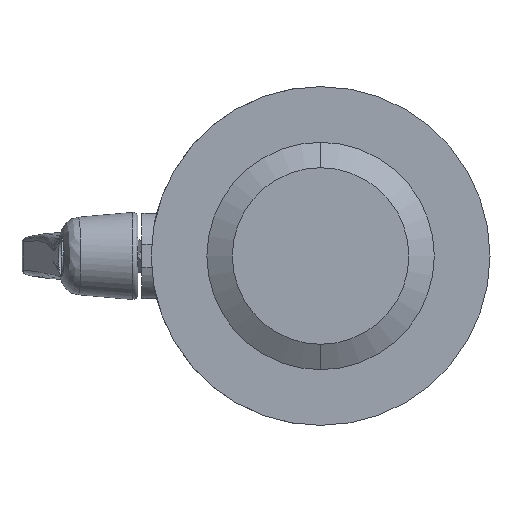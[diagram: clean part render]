
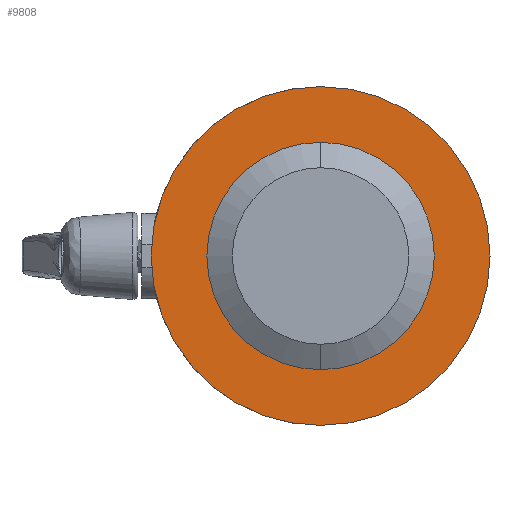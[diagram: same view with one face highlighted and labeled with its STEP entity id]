
A CAD part, left-side view. The second image highlights one B-rep face of the part: STEP entity #9808.
In plain terms, the highlighted planar face has unit normal (-1, 0, 0).
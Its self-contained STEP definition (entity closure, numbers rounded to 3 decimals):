
#6625 = CARTESIAN_POINT ( 'NONE',  ( -46., 0., 49. ) ) ;
#6655 = CARTESIAN_POINT ( 'NONE',  ( -46., 0., -49. ) ) ;
#6804 = AXIS2_PLACEMENT_3D ( 'NONE', #6841, #6840, #6839 ) ;
#6810 = CIRCLE ( 'NONE', #6804, 49. ) ;
#6827 = CARTESIAN_POINT ( 'NONE',  ( -46., 0., -73. ) ) ;
#6839 = DIRECTION ( 'NONE',  ( 0., 0., 1. ) ) ;
#6840 = DIRECTION ( 'NONE',  ( -1., 0., 0. ) ) ;
#6841 = CARTESIAN_POINT ( 'NONE',  ( -46., 0., 0. ) ) ;
#6887 = CARTESIAN_POINT ( 'NONE',  ( -46., 0., 0. ) ) ;
#6893 = CIRCLE ( 'NONE', #6937, 73. ) ;
#6935 = DIRECTION ( 'NONE',  ( 0., 0., 1. ) ) ;
#6936 = DIRECTION ( 'NONE',  ( -1., 0., 0. ) ) ;
#6937 = AXIS2_PLACEMENT_3D ( 'NONE', #6887, #6936, #6935 ) ;
#6955 = CARTESIAN_POINT ( 'NONE',  ( -46., 0., 73. ) ) ;
#7314 = CARTESIAN_POINT ( 'NONE',  ( -46., 0., 0. ) ) ;
#7332 = DIRECTION ( 'NONE',  ( -1., 0., 0. ) ) ;
#7367 = CIRCLE ( 'NONE', #7371, 73. ) ;
#7371 = AXIS2_PLACEMENT_3D ( 'NONE', #7314, #7332, #7373 ) ;
#7373 = DIRECTION ( 'NONE',  ( 0., 0., 1. ) ) ;
#7441 = CARTESIAN_POINT ( 'NONE',  ( -46., 0., 0. ) ) ;
#7442 = CIRCLE ( 'NONE', #7497, 49. ) ;
#7449 = PLANE ( 'NONE',  #7489 ) ;
#7478 = DIRECTION ( 'NONE',  ( 0., 0., -1. ) ) ;
#7488 = FACE_OUTER_BOUND ( 'NONE', #9807, .T. ) ;
#7489 = AXIS2_PLACEMENT_3D ( 'NONE', #7490, #7492, #7478 ) ;
#7490 = CARTESIAN_POINT ( 'NONE',  ( -46., 0., -73. ) ) ;
#7492 = DIRECTION ( 'NONE',  ( 1., 0., 0. ) ) ;
#7493 = FACE_BOUND ( 'NONE', #9722, .T. ) ;
#7495 = DIRECTION ( 'NONE',  ( 0., 0., 1. ) ) ;
#7496 = DIRECTION ( 'NONE',  ( -1., 0., 0. ) ) ;
#7497 = AXIS2_PLACEMENT_3D ( 'NONE', #7441, #7496, #7495 ) ;
#9103 = VERTEX_POINT ( 'NONE', #6655 ) ;
#9126 = VERTEX_POINT ( 'NONE', #6625 ) ;
#9286 = EDGE_CURVE ( 'NONE', #9126, #9103, #6810, .T. ) ;
#9317 = VERTEX_POINT ( 'NONE', #6827 ) ;
#9453 = EDGE_CURVE ( 'NONE', #9517, #9317, #6893, .T. ) ;
#9517 = VERTEX_POINT ( 'NONE', #6955 ) ;
#9722 = EDGE_LOOP ( 'NONE', ( #9725, #9839 ) ) ;
#9725 = ORIENTED_EDGE ( 'NONE', *, *, #9286, .F. ) ;
#9746 = EDGE_CURVE ( 'NONE', #9317, #9517, #7367, .T. ) ;
#9794 = EDGE_CURVE ( 'NONE', #9103, #9126, #7442, .T. ) ;
#9807 = EDGE_LOOP ( 'NONE', ( #9810, #9809 ) ) ;
#9808 = ADVANCED_FACE ( 'NONE', ( #7493, #7488 ), #7449, .F. ) ;
#9809 = ORIENTED_EDGE ( 'NONE', *, *, #9746, .T. ) ;
#9810 = ORIENTED_EDGE ( 'NONE', *, *, #9453, .T. ) ;
#9839 = ORIENTED_EDGE ( 'NONE', *, *, #9794, .F. ) ;
